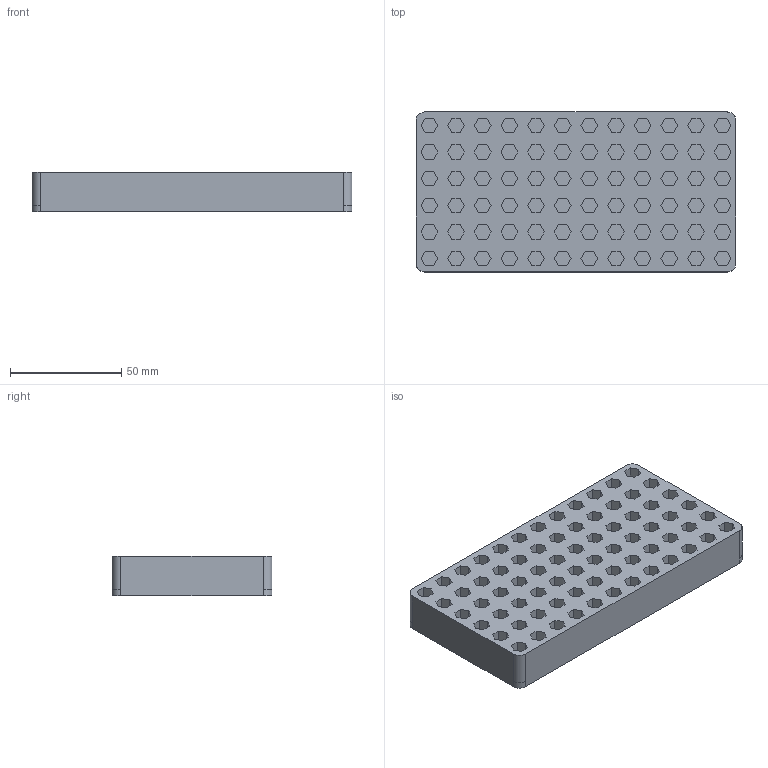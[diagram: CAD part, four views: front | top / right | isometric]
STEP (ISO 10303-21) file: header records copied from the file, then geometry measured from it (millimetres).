
FILE_DESCRIPTION(/* description */ (''),/* implementation_level */ '2;1');
FILE_NAME(/* name */ 'bit holder',/* time_stamp */ '2023-03-08T16:00:19+01:00',/* author */ (''),/* organization */ (''),/* preprocessor_version */ 'ST-DEVELOPER v16.5',/* originating_system */ 'Rhino 7.27',/* authorisation */ '');
FILE_SCHEMA (('AUTOMOTIVE_DESIGN_CC2'));
Length unit declared in the file: millimetre
Products named in the file (1): Document
Bounding box: 144 x 72 x 18 mm (x, y, z)
Volume: 146860 mm3; surface area: 52678.9 mm2
Topology: 1 solids, 1 shells, 518 faces, 1332 edges, 888 vertices
Faces by surface type: plane 510, cylinder 8
Entity records: 13549 total; most frequent: CARTESIAN_POINT 4092, ORIENTED_EDGE 2664, EDGE_CURVE 1332, B_SPLINE_CURVE_WITH_KNOTS 1296, VERTEX_POINT 888, EDGE_LOOP 590, DIRECTION 522, AXIS2_PLACEMENT_3D 520
